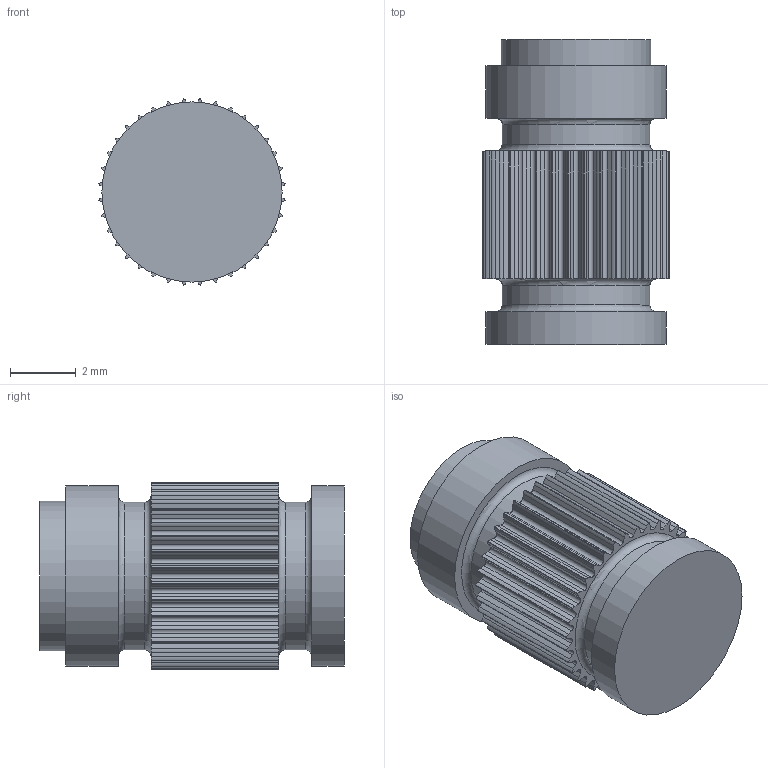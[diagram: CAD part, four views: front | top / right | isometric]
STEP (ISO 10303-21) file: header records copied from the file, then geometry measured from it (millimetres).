
FILE_DESCRIPTION(/* description */ (''),/* implementation_level */ '2;1');
FILE_NAME(/* name */ 'Motor Insert Nut.ipt.step',/* time_stamp */ '2020-04-16T23:21:34-04:00',/* author */ ('Jordan'),/* organization */ (''),/* preprocessor_version */ 'ST-DEVELOPER v17',/* originating_system */ 'Autodesk Inventor 2019',/* authorisation */ '');
FILE_SCHEMA (('AUTOMOTIVE_DESIGN { 1 0 10303 214 3 1 1 }'));
Length unit declared in the file: inch
Products named in the file (1): Motor Insert Nut
Bounding box: 5.68 x 9.3 x 5.68 mm (x, y, z)
Volume: 132.7 mm3; surface area: 412.2 mm2
Topology: 1 solids, 1 shells, 258 faces, 865 edges, 614 vertices
Faces by surface type: cylinder 164, plane 80, bspline 8, torus 4, cone 2
Full cylindrical faces by diameter (mm): 2.718 x14, 4.5 x2, 4.55 x1, 5.5 x2
Entity records: 14216 total; most frequent: CARTESIAN_POINT 6597, ORIENTED_EDGE 1728, DIRECTION 1507, EDGE_CURVE 864, VERTEX_POINT 614, AXIS2_PLACEMENT_3D 554, LINE 399, VECTOR 399
